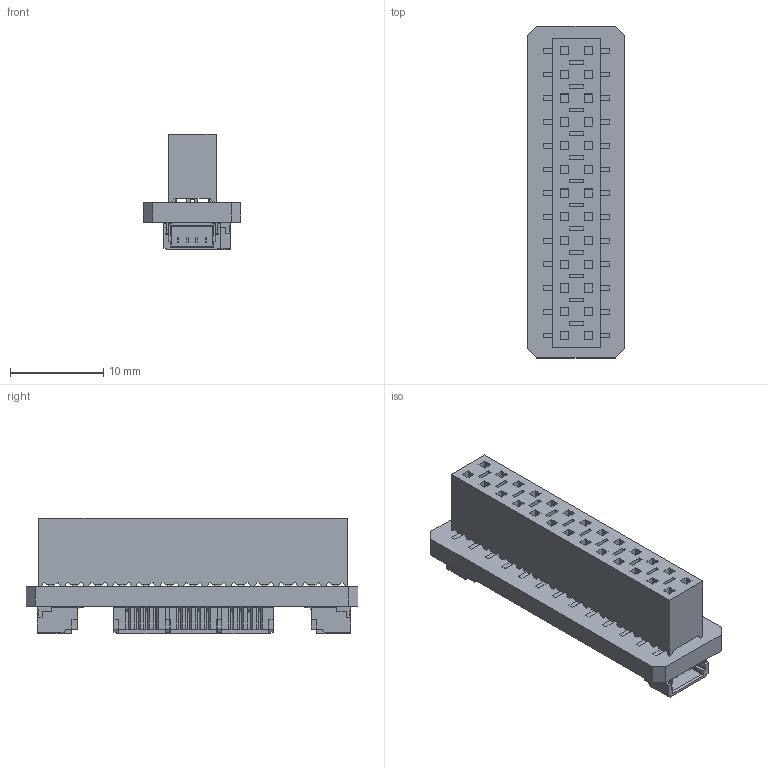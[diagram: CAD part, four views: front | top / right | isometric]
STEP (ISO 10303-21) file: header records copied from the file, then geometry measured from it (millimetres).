
FILE_DESCRIPTION(('Open CASCADE Model'),'2;1');
FILE_NAME('Open CASCADE Shape Model','2023-05-15T14:50:19',('Author'),( 'Open CASCADE'),'Open CASCADE STEP processor 6.8','Open CASCADE 6.8' ,'Unknown');
FILE_SCHEMA(('AUTOMOTIVE_DESIGN { 1 0 10303 214 1 1 1 1 }'));
Length unit declared in the file: millimetre
Products named in the file (10): PCB; Board; J2; SM04B-SRSS-TB(LF)(SN)--3DModel-STEP-56544; P1; J1; E2; SSM-113-F-DV-LC_(1); C-137-0113; SSM-113-F-DV-LC_body
Assembly tree (13 placements, depth 4):
  PCB
    Board
    J2
      SM04B-SRSS-TB(LF)(SN)--3DModel-STEP-56544
    P1
      SM04B-SRSS-TB(LF)(SN)--3DModel-STEP-56544  x3
    J1
      SM04B-SRSS-TB(LF)(SN)--3DModel-STEP-56544
    E2
      SSM-113-F-DV-LC_(1)
        C-137-0113
        SSM-113-F-DV-LC_body
Bounding box: 10.38 x 35.53 x 12.36 mm (x, y, z)
Volume: 1980.1 mm3; surface area: 3675.9 mm2
Topology: 38 solids, 38 shells, 1824 faces, 5230 edges, 3470 vertices
Faces by surface type: plane 1570, cylinder 254
Full cylindrical faces by diameter (mm): 1.19 x2
Entity records: 30045 total; most frequent: CARTESIAN_POINT 5342, ORIENTED_EDGE 5308, DIRECTION 4686, EDGE_CURVE 2654, LINE 2466, VECTOR 2466, VERTEX_POINT 1766, AXIS2_PLACEMENT_3D 1110
